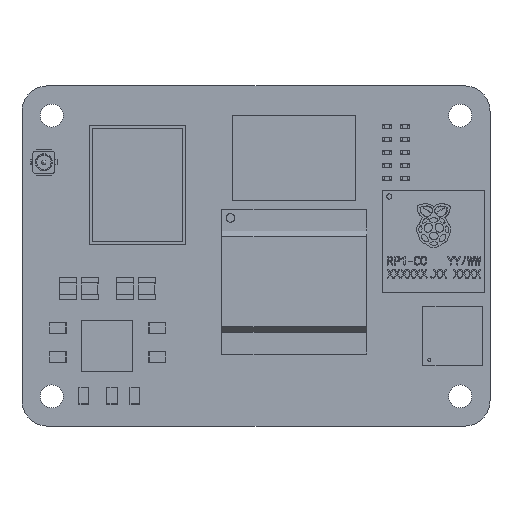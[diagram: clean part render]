
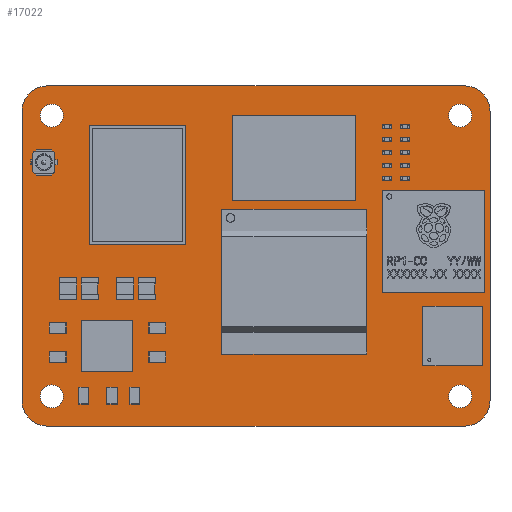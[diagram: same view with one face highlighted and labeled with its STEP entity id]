
A CAD part, top view. The second image highlights one B-rep face of the part: STEP entity #17022.
In plain terms, the highlighted planar face has unit normal (0, 0, 1).
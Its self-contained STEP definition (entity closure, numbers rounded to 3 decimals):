
#406=FACE_BOUND('',#8480,.T.);
#407=FACE_BOUND('',#8481,.T.);
#408=FACE_BOUND('',#8482,.T.);
#409=FACE_BOUND('',#8483,.T.);
#5041=LINE('',#32827,#6113);
#5042=LINE('',#32831,#6114);
#5043=LINE('',#32835,#6115);
#5044=LINE('',#32839,#6116);
#6113=VECTOR('',#26245,1.);
#6114=VECTOR('',#26248,1.);
#6115=VECTOR('',#26251,1.);
#6116=VECTOR('',#26254,1.);
#6654=PLANE('',#20291);
#7677=FACE_OUTER_BOUND('',#8479,.T.);
#8479=EDGE_LOOP('',(#15173,#15174,#15175,#15176,#15177,#15178,#15179,#15180));
#8480=EDGE_LOOP('',(#15181));
#8481=EDGE_LOOP('',(#15182));
#8482=EDGE_LOOP('',(#15183));
#8483=EDGE_LOOP('',(#15184));
#8730=CIRCLE('',#20281,1.35);
#8732=CIRCLE('',#20284,1.35);
#8734=CIRCLE('',#20287,1.35);
#8736=CIRCLE('',#20290,1.35);
#8737=CIRCLE('',#20292,3.);
#8738=CIRCLE('',#20293,3.);
#8739=CIRCLE('',#20294,3.);
#8740=CIRCLE('',#20295,3.);
#10217=VERTEX_POINT('',#32803);
#10219=VERTEX_POINT('',#32809);
#10221=VERTEX_POINT('',#32815);
#10223=VERTEX_POINT('',#32821);
#10224=VERTEX_POINT('',#32825);
#10225=VERTEX_POINT('',#32826);
#10226=VERTEX_POINT('',#32828);
#10227=VERTEX_POINT('',#32830);
#10228=VERTEX_POINT('',#32832);
#10229=VERTEX_POINT('',#32834);
#10230=VERTEX_POINT('',#32836);
#10231=VERTEX_POINT('',#32838);
#11869=EDGE_CURVE('',#10217,#10217,#8730,.T.);
#11872=EDGE_CURVE('',#10219,#10219,#8732,.T.);
#11875=EDGE_CURVE('',#10221,#10221,#8734,.T.);
#11878=EDGE_CURVE('',#10223,#10223,#8736,.T.);
#11879=EDGE_CURVE('',#10224,#10225,#5041,.T.);
#11880=EDGE_CURVE('',#10225,#10226,#8737,.T.);
#11881=EDGE_CURVE('',#10226,#10227,#5042,.T.);
#11882=EDGE_CURVE('',#10227,#10228,#8738,.T.);
#11883=EDGE_CURVE('',#10228,#10229,#5043,.T.);
#11884=EDGE_CURVE('',#10229,#10230,#8739,.T.);
#11885=EDGE_CURVE('',#10230,#10231,#5044,.T.);
#11886=EDGE_CURVE('',#10231,#10224,#8740,.T.);
#15173=ORIENTED_EDGE('',*,*,#11879,.T.);
#15174=ORIENTED_EDGE('',*,*,#11880,.T.);
#15175=ORIENTED_EDGE('',*,*,#11881,.T.);
#15176=ORIENTED_EDGE('',*,*,#11882,.T.);
#15177=ORIENTED_EDGE('',*,*,#11883,.T.);
#15178=ORIENTED_EDGE('',*,*,#11884,.T.);
#15179=ORIENTED_EDGE('',*,*,#11885,.T.);
#15180=ORIENTED_EDGE('',*,*,#11886,.T.);
#15181=ORIENTED_EDGE('',*,*,#11869,.F.);
#15182=ORIENTED_EDGE('',*,*,#11872,.F.);
#15183=ORIENTED_EDGE('',*,*,#11875,.F.);
#15184=ORIENTED_EDGE('',*,*,#11878,.F.);
#17022=ADVANCED_FACE('',(#7677,#406,#407,#408,#409),#6654,.T.);
#20281=AXIS2_PLACEMENT_3D('',#32805,#26220,#26221);
#20284=AXIS2_PLACEMENT_3D('',#32811,#26227,#26228);
#20287=AXIS2_PLACEMENT_3D('',#32817,#26234,#26235);
#20290=AXIS2_PLACEMENT_3D('',#32823,#26241,#26242);
#20291=AXIS2_PLACEMENT_3D('',#32824,#26243,#26244);
#20292=AXIS2_PLACEMENT_3D('',#32829,#26246,#26247);
#20293=AXIS2_PLACEMENT_3D('',#32833,#26249,#26250);
#20294=AXIS2_PLACEMENT_3D('',#32837,#26252,#26253);
#20295=AXIS2_PLACEMENT_3D('',#32840,#26255,#26256);
#26220=DIRECTION('center_axis',(0.,0.,1.));
#26221=DIRECTION('ref_axis',(-1.,0.,0.));
#26227=DIRECTION('center_axis',(0.,0.,1.));
#26228=DIRECTION('ref_axis',(-1.,0.,0.));
#26234=DIRECTION('center_axis',(0.,0.,1.));
#26235=DIRECTION('ref_axis',(-1.,0.,0.));
#26241=DIRECTION('center_axis',(0.,0.,1.));
#26242=DIRECTION('ref_axis',(-1.,0.,0.));
#26243=DIRECTION('center_axis',(0.,0.,1.));
#26244=DIRECTION('ref_axis',(1.,0.,0.));
#26245=DIRECTION('',(-1.,0.,0.));
#26246=DIRECTION('center_axis',(0.,0.,1.));
#26247=DIRECTION('ref_axis',(0.,1.,0.));
#26248=DIRECTION('',(0.,-1.,0.));
#26249=DIRECTION('center_axis',(0.,0.,1.));
#26250=DIRECTION('ref_axis',(-1.,0.,0.));
#26251=DIRECTION('',(1.,0.,0.));
#26252=DIRECTION('center_axis',(0.,0.,1.));
#26253=DIRECTION('ref_axis',(0.,-1.,0.));
#26254=DIRECTION('',(0.,1.,0.));
#26255=DIRECTION('center_axis',(0.,0.,1.));
#26256=DIRECTION('ref_axis',(1.,0.,0.));
#32803=CARTESIAN_POINT('',(4.85,3.5,1.076));
#32805=CARTESIAN_POINT('Origin',(3.5,3.5,1.076));
#32809=CARTESIAN_POINT('',(52.85,3.5,1.076));
#32811=CARTESIAN_POINT('Origin',(51.5,3.5,1.076));
#32815=CARTESIAN_POINT('',(4.85,36.5,1.076));
#32817=CARTESIAN_POINT('Origin',(3.5,36.5,1.076));
#32821=CARTESIAN_POINT('',(52.85,36.5,1.076));
#32823=CARTESIAN_POINT('Origin',(51.5,36.5,1.076));
#32824=CARTESIAN_POINT('Origin',(27.5,20.,1.076));
#32825=CARTESIAN_POINT('',(52.,40.,1.076));
#32826=CARTESIAN_POINT('',(3.,40.,1.076));
#32827=CARTESIAN_POINT('',(27.5,40.,1.076));
#32828=CARTESIAN_POINT('',(0.,37.,1.076));
#32829=CARTESIAN_POINT('Origin',(3.,37.,1.076));
#32830=CARTESIAN_POINT('',(0.,3.,1.076));
#32831=CARTESIAN_POINT('',(0.,20.,1.076));
#32832=CARTESIAN_POINT('',(3.,0.,1.076));
#32833=CARTESIAN_POINT('Origin',(3.,3.,1.076));
#32834=CARTESIAN_POINT('',(52.,0.,1.076));
#32835=CARTESIAN_POINT('',(27.5,0.,1.076));
#32836=CARTESIAN_POINT('',(55.,3.,1.076));
#32837=CARTESIAN_POINT('Origin',(52.,3.,1.076));
#32838=CARTESIAN_POINT('',(55.,37.,1.076));
#32839=CARTESIAN_POINT('',(55.,20.,1.076));
#32840=CARTESIAN_POINT('Origin',(52.,37.,1.076));
